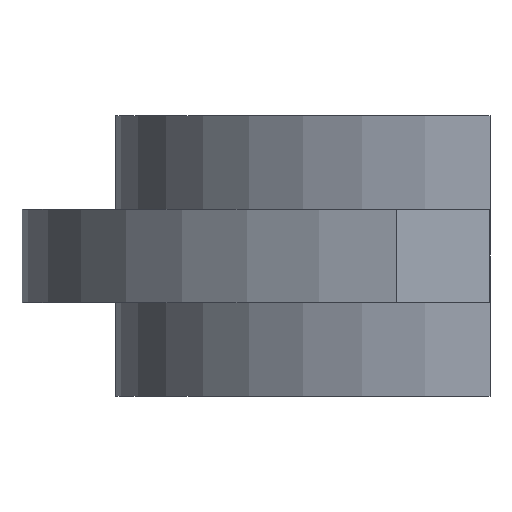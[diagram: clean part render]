
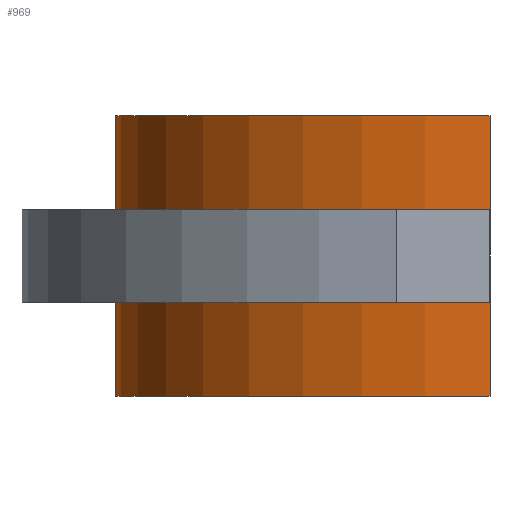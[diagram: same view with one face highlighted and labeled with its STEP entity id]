
A CAD part, left-side view. The second image highlights one B-rep face of the part: STEP entity #969.
In plain terms, the highlighted cylindrical face has radius 40 mm (diameter 80 mm), a partial arc.
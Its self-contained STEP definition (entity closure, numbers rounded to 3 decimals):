
#803 = VERTEX_POINT('',#804);
#804 = CARTESIAN_POINT('',(40.,0.,-10.));
#805 = VERTEX_POINT('',#806);
#806 = CARTESIAN_POINT('',(-40.,0.,-10.));
#813 = PLANE('',#814);
#814 = AXIS2_PLACEMENT_3D('',#815,#816,#817);
#815 = CARTESIAN_POINT('',(0.,0.,5.));
#816 = DIRECTION('',(0.,1.,0.));
#817 = DIRECTION('',(0.,-0.,1.));
#825 = PLANE('',#826);
#826 = AXIS2_PLACEMENT_3D('',#827,#828,#829);
#827 = CARTESIAN_POINT('',(0.,0.,-10.));
#828 = DIRECTION('',(0.,0.,1.));
#829 = DIRECTION('',(1.,0.,-0.));
#837 = EDGE_CURVE('',#838,#803,#840,.T.);
#838 = VERTEX_POINT('',#839);
#839 = CARTESIAN_POINT('',(40.,0.,20.));
#840 = SURFACE_CURVE('',#841,(#845,#852),.PCURVE_S1.);
#841 = LINE('',#842,#843);
#842 = CARTESIAN_POINT('',(40.,0.,0.));
#843 = VECTOR('',#844,1.);
#844 = DIRECTION('',(0.,0.,-1.));
#845 = PCURVE('',#813,#846);
#846 = DEFINITIONAL_REPRESENTATION('',(#847),#851);
#847 = LINE('',#848,#849);
#848 = CARTESIAN_POINT('',(-5.,40.));
#849 = VECTOR('',#850,1.);
#850 = DIRECTION('',(-1.,0.));
#851 = ( GEOMETRIC_REPRESENTATION_CONTEXT(2) 
PARAMETRIC_REPRESENTATION_CONTEXT() REPRESENTATION_CONTEXT('2D SPACE',''
  ) );
#852 = PCURVE('',#853,#858);
#853 = CYLINDRICAL_SURFACE('',#854,40.);
#854 = AXIS2_PLACEMENT_3D('',#855,#856,#857);
#855 = CARTESIAN_POINT('',(0.,0.,0.));
#856 = DIRECTION('',(0.,0.,1.));
#857 = DIRECTION('',(1.,0.,-0.));
#858 = DEFINITIONAL_REPRESENTATION('',(#859),#863);
#859 = LINE('',#860,#861);
#860 = CARTESIAN_POINT('',(0.,0.));
#861 = VECTOR('',#862,1.);
#862 = DIRECTION('',(0.,-1.));
#863 = ( GEOMETRIC_REPRESENTATION_CONTEXT(2) 
PARAMETRIC_REPRESENTATION_CONTEXT() REPRESENTATION_CONTEXT('2D SPACE',''
  ) );
#866 = VERTEX_POINT('',#867);
#867 = CARTESIAN_POINT('',(-40.,0.,20.));
#881 = PLANE('',#882);
#882 = AXIS2_PLACEMENT_3D('',#883,#884,#885);
#883 = CARTESIAN_POINT('',(0.,0.,20.));
#884 = DIRECTION('',(0.,0.,1.));
#885 = DIRECTION('',(1.,0.,-0.));
#893 = EDGE_CURVE('',#805,#866,#894,.T.);
#894 = SURFACE_CURVE('',#895,(#899,#906),.PCURVE_S1.);
#895 = LINE('',#896,#897);
#896 = CARTESIAN_POINT('',(-40.,0.,0.));
#897 = VECTOR('',#898,1.);
#898 = DIRECTION('',(0.,0.,1.));
#899 = PCURVE('',#813,#900);
#900 = DEFINITIONAL_REPRESENTATION('',(#901),#905);
#901 = LINE('',#902,#903);
#902 = CARTESIAN_POINT('',(-5.,-40.));
#903 = VECTOR('',#904,1.);
#904 = DIRECTION('',(1.,0.));
#905 = ( GEOMETRIC_REPRESENTATION_CONTEXT(2) 
PARAMETRIC_REPRESENTATION_CONTEXT() REPRESENTATION_CONTEXT('2D SPACE',''
  ) );
#906 = PCURVE('',#853,#907);
#907 = DEFINITIONAL_REPRESENTATION('',(#908),#912);
#908 = LINE('',#909,#910);
#909 = CARTESIAN_POINT('',(3.142,0.));
#910 = VECTOR('',#911,1.);
#911 = DIRECTION('',(0.,1.));
#912 = ( GEOMETRIC_REPRESENTATION_CONTEXT(2) 
PARAMETRIC_REPRESENTATION_CONTEXT() REPRESENTATION_CONTEXT('2D SPACE',''
  ) );
#918 = EDGE_CURVE('',#838,#866,#919,.T.);
#919 = SURFACE_CURVE('',#920,(#925,#932),.PCURVE_S1.);
#920 = CIRCLE('',#921,40.);
#921 = AXIS2_PLACEMENT_3D('',#922,#923,#924);
#922 = CARTESIAN_POINT('',(0.,0.,20.));
#923 = DIRECTION('',(0.,0.,1.));
#924 = DIRECTION('',(1.,0.,-0.));
#925 = PCURVE('',#881,#926);
#926 = DEFINITIONAL_REPRESENTATION('',(#927),#931);
#927 = CIRCLE('',#928,40.);
#928 = AXIS2_PLACEMENT_2D('',#929,#930);
#929 = CARTESIAN_POINT('',(0.,0.));
#930 = DIRECTION('',(1.,0.));
#931 = ( GEOMETRIC_REPRESENTATION_CONTEXT(2) 
PARAMETRIC_REPRESENTATION_CONTEXT() REPRESENTATION_CONTEXT('2D SPACE',''
  ) );
#932 = PCURVE('',#853,#933);
#933 = DEFINITIONAL_REPRESENTATION('',(#934),#938);
#934 = LINE('',#935,#936);
#935 = CARTESIAN_POINT('',(0.,20.));
#936 = VECTOR('',#937,1.);
#937 = DIRECTION('',(1.,0.));
#938 = ( GEOMETRIC_REPRESENTATION_CONTEXT(2) 
PARAMETRIC_REPRESENTATION_CONTEXT() REPRESENTATION_CONTEXT('2D SPACE',''
  ) );
#944 = EDGE_CURVE('',#805,#803,#945,.T.);
#945 = SURFACE_CURVE('',#946,(#951,#962),.PCURVE_S1.);
#946 = CIRCLE('',#947,40.);
#947 = AXIS2_PLACEMENT_3D('',#948,#949,#950);
#948 = CARTESIAN_POINT('',(0.,0.,-10.));
#949 = DIRECTION('',(0.,0.,-1.));
#950 = DIRECTION('',(1.,0.,0.));
#951 = PCURVE('',#825,#952);
#952 = DEFINITIONAL_REPRESENTATION('',(#953),#961);
#953 = ( BOUNDED_CURVE() B_SPLINE_CURVE(2,(#954,#955,#956,#957,#958,#959
,#960),.UNSPECIFIED.,.T.,.F.) B_SPLINE_CURVE_WITH_KNOTS((1,2,2,2,2,1),(
    -2.094,0.,2.094,4.189,6.283,
8.378),.UNSPECIFIED.) CURVE() GEOMETRIC_REPRESENTATION_ITEM() 
RATIONAL_B_SPLINE_CURVE((1.,0.5,1.,0.5,1.,0.5,1.)) REPRESENTATION_ITEM(
  '') );
#954 = CARTESIAN_POINT('',(40.,0.));
#955 = CARTESIAN_POINT('',(40.,-69.282));
#956 = CARTESIAN_POINT('',(-20.,-34.641));
#957 = CARTESIAN_POINT('',(-80.,0.));
#958 = CARTESIAN_POINT('',(-20.,34.641));
#959 = CARTESIAN_POINT('',(40.,69.282));
#960 = CARTESIAN_POINT('',(40.,0.));
#961 = ( GEOMETRIC_REPRESENTATION_CONTEXT(2) 
PARAMETRIC_REPRESENTATION_CONTEXT() REPRESENTATION_CONTEXT('2D SPACE',''
  ) );
#962 = PCURVE('',#853,#963);
#963 = DEFINITIONAL_REPRESENTATION('',(#964),#968);
#964 = LINE('',#965,#966);
#965 = CARTESIAN_POINT('',(6.283,-10.));
#966 = VECTOR('',#967,1.);
#967 = DIRECTION('',(-1.,0.));
#968 = ( GEOMETRIC_REPRESENTATION_CONTEXT(2) 
PARAMETRIC_REPRESENTATION_CONTEXT() REPRESENTATION_CONTEXT('2D SPACE',''
  ) );
#969 = ADVANCED_FACE('',(#970),#853,.T.);
#970 = FACE_BOUND('',#971,.T.);
#971 = EDGE_LOOP('',(#972,#973,#974,#975));
#972 = ORIENTED_EDGE('',*,*,#893,.T.);
#973 = ORIENTED_EDGE('',*,*,#918,.F.);
#974 = ORIENTED_EDGE('',*,*,#837,.T.);
#975 = ORIENTED_EDGE('',*,*,#944,.F.);
